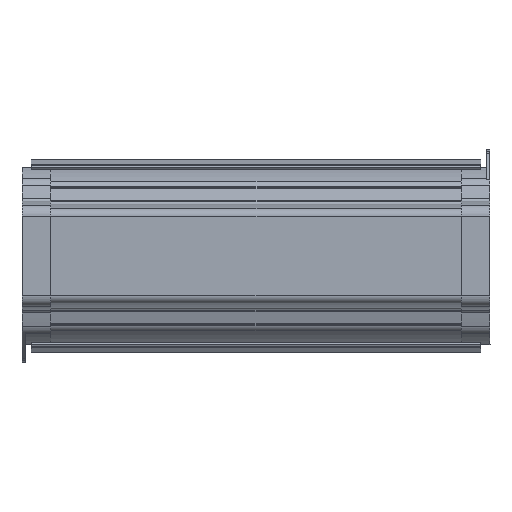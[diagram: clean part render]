
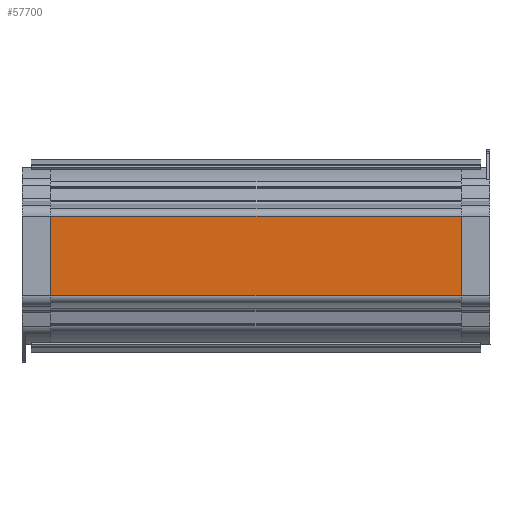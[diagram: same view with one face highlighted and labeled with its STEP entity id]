
A CAD part, top view. The second image highlights one B-rep face of the part: STEP entity #57700.
In plain terms, the highlighted face is planar.
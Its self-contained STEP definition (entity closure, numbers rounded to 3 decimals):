
#4960=CARTESIAN_POINT('',(8.875,36.186,
-37.2));
#4970=VERTEX_POINT('',#4960);
#5000=CARTESIAN_POINT('',(8.875,33.177,
-37.2));
#5010=DIRECTION('',(0.,1.,0.));
#5020=VECTOR('',#5010,1.);
#5030=LINE('',#5000,#5020);
#5040=CARTESIAN_POINT('',(8.875,63.814,
-37.2));
#5050=VERTEX_POINT('',#5040);
#5060=EDGE_CURVE('',#4970,#5050,#5030,.T.);
#27070=CARTESIAN_POINT('',(151.875,36.186,
-37.2));
#27080=VERTEX_POINT('',#27070);
#27110=CARTESIAN_POINT('',(1.775,36.186,
-37.2));
#27120=DIRECTION('',(-1.,0.,0.));
#27130=VECTOR('',#27120,1.);
#27140=LINE('',#27110,#27130);
#27150=EDGE_CURVE('',#27080,#4970,#27140,.T.);
#45610=CARTESIAN_POINT('',(151.875,63.814,
-37.2));
#45620=VERTEX_POINT('',#45610);
#45650=CARTESIAN_POINT('',(151.875,33.177,
-37.2));
#45660=DIRECTION('',(0.,1.,0.));
#45670=VECTOR('',#45660,1.);
#45680=LINE('',#45650,#45670);
#45690=EDGE_CURVE('',#27080,#45620,#45680,.T.);
#57540=CARTESIAN_POINT('',(34.375,38.608,
-37.2));
#57550=DIRECTION('',(0.,0.,1.));
#57560=DIRECTION('',(0.,-1.,0.));
#57570=AXIS2_PLACEMENT_3D('',#57540,#57550,#57560);
#57580=PLANE('',#57570);
#57590=CARTESIAN_POINT('',(142.675,63.814,
-37.2));
#57600=DIRECTION('',(1.,0.,0.));
#57610=VECTOR('',#57600,1.);
#57620=LINE('',#57590,#57610);
#57630=EDGE_CURVE('',#5050,#45620,#57620,.T.);
#57640=ORIENTED_EDGE('',*,*,#57630,.T.);
#57650=ORIENTED_EDGE('',*,*,#5060,.T.);
#57660=ORIENTED_EDGE('',*,*,#27150,.T.);
#57670=ORIENTED_EDGE('',*,*,#45690,.F.);
#57680=EDGE_LOOP('',(#57670,#57660,#57650,#57640));
#57690=FACE_OUTER_BOUND('',#57680,.T.);
#57700=ADVANCED_FACE('',(#57690),#57580,.F.);
